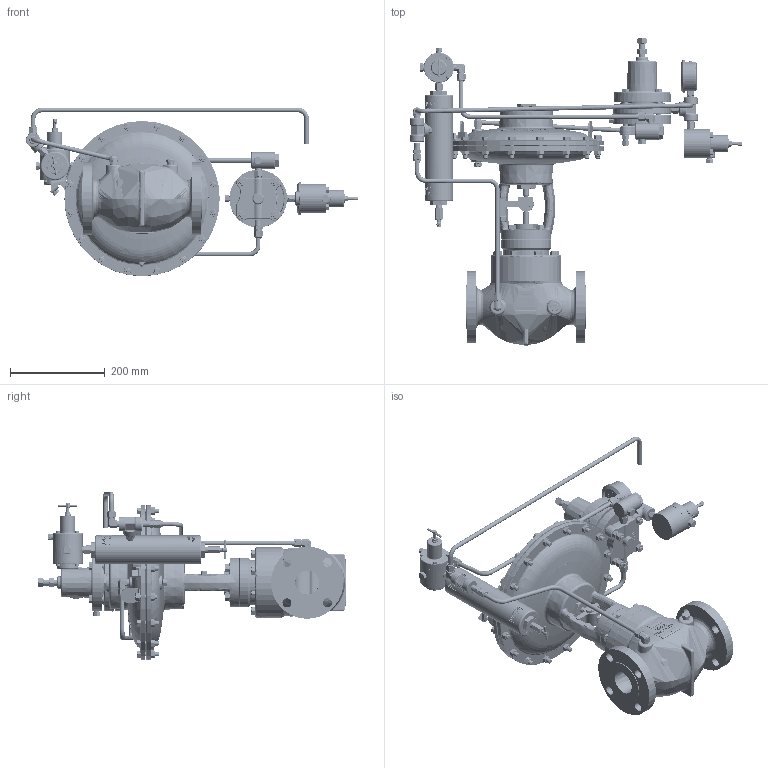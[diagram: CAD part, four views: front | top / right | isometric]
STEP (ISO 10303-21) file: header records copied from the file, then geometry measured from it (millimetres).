
FILE_DESCRIPTION (( 'STEP AP214' ), '1' );
FILE_NAME ('CVC2150RF30-HPBP.STEP', '2023-11-02T13:33:40', ( '' ), ( '' ), 'SwSTEP 2.0', 'SolidWorks 2019', '' );
FILE_SCHEMA (( 'AUTOMOTIVE_DESIGN' ));
Length unit declared in the file: inch
Products named in the file (1): CVC2150RF30-HPBP
Bounding box: 700 x 650.76 x 355.27 mm (x, y, z)
Volume: 8308579.3 mm3; surface area: 1208154.3 mm2
Topology: 2 solids, 2 shells, 8653 faces, 22362 edges, 14083 vertices
Faces by surface type: plane 3507, bspline 2496, cone 1092, cylinder 1046, torus 384, sphere 128
Entity records: 591587 total; most frequent: CARTESIAN_POINT 330912, ORIENTED_EDGE 44450, DIRECTION 31245, EDGE_CURVE 22225, VERTEX_POINT 14081, AXIS2_PLACEMENT_3D 10940, VECTOR 9365, LINE 9365
